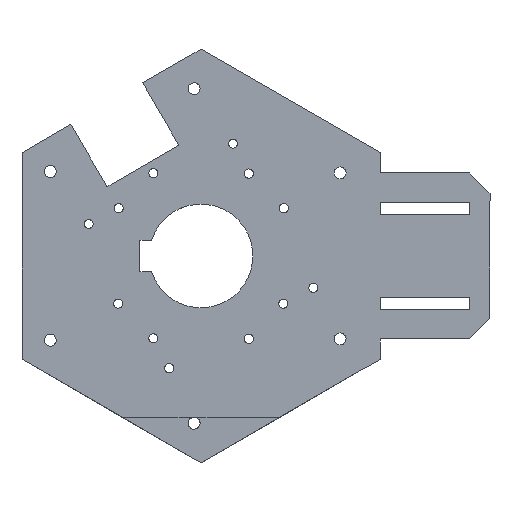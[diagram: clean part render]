
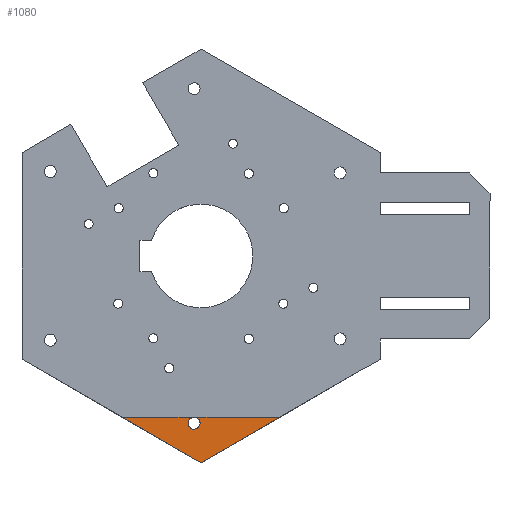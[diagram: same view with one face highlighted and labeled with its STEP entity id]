
A CAD part, top view. The second image highlights one B-rep face of the part: STEP entity #1080.
In plain terms, the highlighted planar face has unit normal (0, 0, 1).
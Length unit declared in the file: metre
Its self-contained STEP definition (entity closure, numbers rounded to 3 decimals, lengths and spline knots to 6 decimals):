
#32=CIRCLE('',#1150,0.001445);
#78=ORIENTED_EDGE('',*,*,#358,.T.);
#79=ORIENTED_EDGE('',*,*,#364,.T.);
#80=ORIENTED_EDGE('',*,*,#365,.T.);
#81=ORIENTED_EDGE('',*,*,#366,.F.);
#82=ORIENTED_EDGE('',*,*,#367,.F.);
#358=EDGE_CURVE('',#502,#501,#608,.T.);
#364=EDGE_CURVE('',#501,#507,#32,.T.);
#365=EDGE_CURVE('',#507,#508,#613,.T.);
#366=EDGE_CURVE('',#509,#508,#614,.T.);
#367=EDGE_CURVE('',#502,#509,#615,.T.);
#501=VERTEX_POINT('',#1540);
#502=VERTEX_POINT('',#1542);
#507=VERTEX_POINT('',#1555);
#508=VERTEX_POINT('',#1557);
#509=VERTEX_POINT('',#1559);
#608=LINE('',#1541,#712);
#613=LINE('',#1556,#717);
#614=LINE('',#1558,#718);
#615=LINE('',#1560,#719);
#712=VECTOR('',#1246,1.);
#717=VECTOR('',#1259,1.);
#718=VECTOR('',#1260,1.);
#719=VECTOR('',#1261,1.);
#817=EDGE_LOOP('',(#78,#79,#80,#81,#82));
#931=FACE_BOUND('',#817,.T.);
#1044=PLANE('',#1149);
#1080=ADVANCED_FACE('',(#931),#1044,.F.);
#1149=AXIS2_PLACEMENT_3D('',#1553,#1255,#1256);
#1150=AXIS2_PLACEMENT_3D('',#1554,#1257,#1258);
#1246=DIRECTION('',(-1.,0.,0.));
#1255=DIRECTION('',(0.,0.,-1.));
#1256=DIRECTION('',(-1.,0.,0.));
#1257=DIRECTION('',(0.,0.,-1.));
#1258=DIRECTION('',(-1.,0.,0.));
#1259=DIRECTION('',(-1.,0.,0.));
#1260=DIRECTION('',(-0.866,0.5,0.));
#1261=DIRECTION('',(-0.866,-0.5,0.));
#1540=CARTESIAN_POINT('',(-0.053821,-0.091518,-0.007809));
#1541=CARTESIAN_POINT('',(-0.052339,-0.091518,-0.007809));
#1542=CARTESIAN_POINT('',(-0.033358,-0.091518,-0.007809));
#1553=CARTESIAN_POINT('',(-0.052339,-0.116518,-0.007809));
#1554=CARTESIAN_POINT('',(-0.054022,-0.092949,-0.007809));
#1555=CARTESIAN_POINT('',(-0.054224,-0.091518,-0.007809));
#1556=CARTESIAN_POINT('',(-0.052339,-0.091518,-0.007809));
#1557=CARTESIAN_POINT('',(-0.07132,-0.091518,-0.007809));
#1558=CARTESIAN_POINT('',(-0.046259,-0.105987,-0.007809));
#1559=CARTESIAN_POINT('',(-0.052339,-0.102476,-0.007809));
#1560=CARTESIAN_POINT('',(-0.058419,-0.105987,-0.007809));
